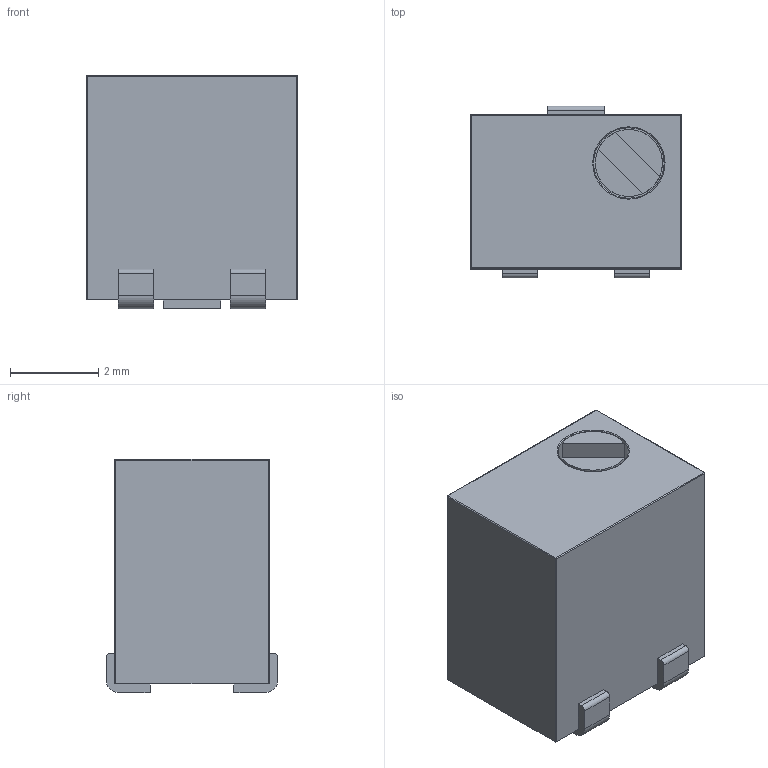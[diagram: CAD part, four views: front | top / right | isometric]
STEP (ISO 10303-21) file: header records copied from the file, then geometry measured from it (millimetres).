
FILE_DESCRIPTION(/* description */ (''),/* implementation_level */ '2;1');
FILE_NAME(/* name */ 'TRIM_BOURNS_PVG5A.stp',/* time_stamp */ '2017-03-02T14:29:05+01:00',/* author */ ('riccim'),/* organization */ (''),/* preprocessor_version */ 'ST-DEVELOPER v15.5',/* originating_system */ 'AutoCAD Mechanical',/* authorisation */ '');
FILE_SCHEMA (('AUTOMOTIVE_DESIGN { 1 0 10303 214 3 1 1 }'));
Length unit declared in the file: millimetre
Products named in the file (1): Product
Bounding box: 4.8 x 3.9 x 5.3 mm (x, y, z)
Volume: 86.1 mm3; surface area: 140.7 mm2
Topology: 5 solids, 5 shells, 58 faces, 132 edges, 81 vertices
Faces by surface type: plane 37, cylinder 16, sphere 4, torus 1
Full cylindrical faces by diameter (mm): 1.52 x1, 1.6 x1
Entity records: 1595 total; most frequent: DIRECTION 278, CARTESIAN_POINT 263, ORIENTED_EDGE 248, EDGE_CURVE 124, AXIS2_PLACEMENT_3D 95, LINE 88, VECTOR 88, VERTEX_POINT 80
